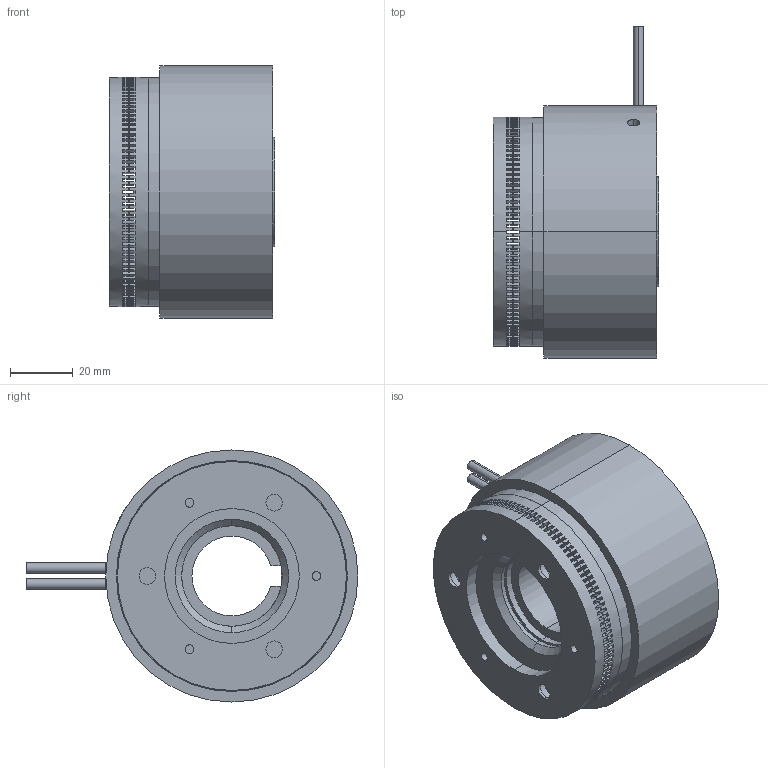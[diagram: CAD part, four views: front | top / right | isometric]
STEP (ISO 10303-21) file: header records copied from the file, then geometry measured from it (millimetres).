
FILE_DESCRIPTION (( 'STEP AP203' ), '1' );
FILE_NAME ('320_SETC_WebAssy.STEP', '2017-02-21T19:20:07', ( 'Delete' ), ( 'Hewlett-Packard Company' ), 'SwSTEP 2.0', 'SolidWorks 2017', '' );
FILE_SCHEMA (( 'CONFIG_CONTROL_DESIGN' ));
Length unit declared in the file: inch
Products named in the file (1): 320_SETC_WebAssy
Bounding box: 52.57 x 105.66 x 80.26 mm (x, y, z)
Volume: 188626 mm3; surface area: 66291.1 mm2
Topology: 10 solids, 10 shells, 1141 faces, 3268 edges, 2167 vertices
Faces by surface type: plane 776, cylinder 331, torus 22, cone 6, bspline 6
Entity records: 53497 total; most frequent: CARTESIAN_POINT 22405, DIRECTION 6726, ORIENTED_EDGE 6532, EDGE_CURVE 3266, AXIS2_PLACEMENT_3D 2344, VERTEX_POINT 2167, VECTOR 2038, LINE 2038
